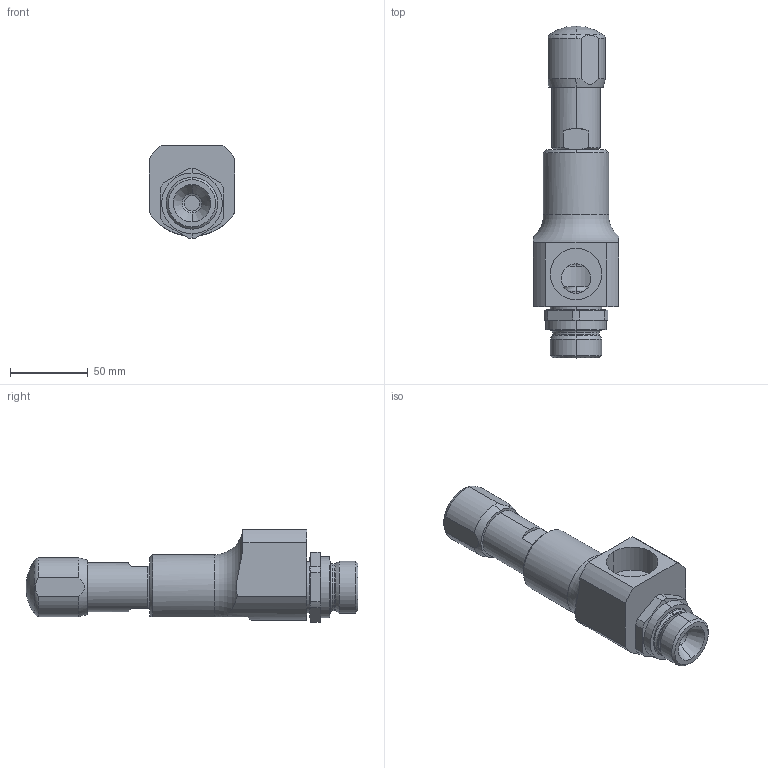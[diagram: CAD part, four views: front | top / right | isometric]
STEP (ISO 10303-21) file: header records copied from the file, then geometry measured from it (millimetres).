
FILE_DESCRIPTION((''),'2;1');
FILE_NAME('TYPE437-DO10-H4-V56V66_ASM','2019-10-10T',('volz'),(''),'PRO/ENGINEER BY PARAMETRIC TECHNOLOGY CORPORATION, 2014430','PRO/ENGINEER BY PARAMETRIC TECHNOLOGY CORPORATION, 2014430','');
FILE_SCHEMA(('CONFIG_CONTROL_DESIGN'));
Length unit declared in the file: millimetre
Products named in the file (4): 123-6609-02-B01; 140-0809-02-B01; 136-5809-04-B01; TYPE437-DO10-H4-V56V66_ASM
Assembly tree (3 placements, depth 2):
  TYPE437-DO10-H4-V56V66_ASM
    123-6609-02-B01
    140-0809-02-B01
    136-5809-04-B01
Bounding box: 55 x 213.5 x 59.5 mm (x, y, z)
Volume: 230246.6 mm3; surface area: 52292.5 mm2
Topology: 3 solids, 3 shells, 203 faces, 500 edges, 316 vertices
Faces by surface type: plane 92, cylinder 62, cone 28, torus 19, sphere 2
Entity records: 6376 total; most frequent: CARTESIAN_POINT 1389, DIRECTION 1065, ORIENTED_EDGE 996, EDGE_CURVE 498, AXIS2_PLACEMENT_3D 401, VERTEX_POINT 316, VECTOR 263, LINE 263
